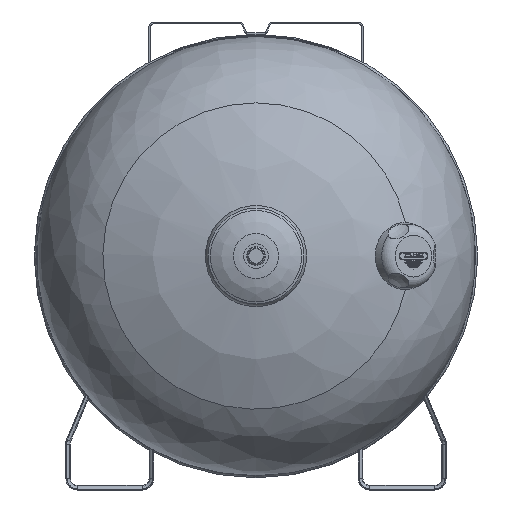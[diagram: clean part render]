
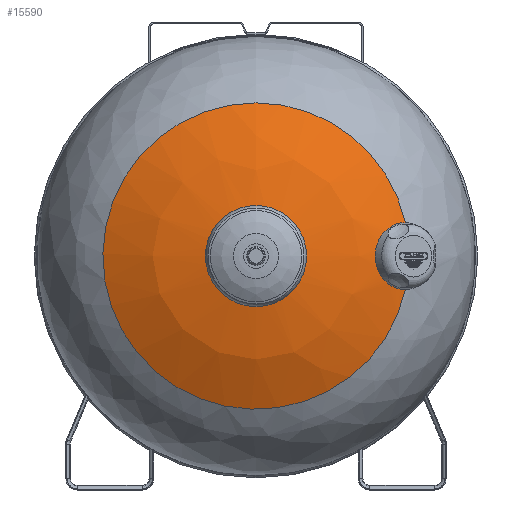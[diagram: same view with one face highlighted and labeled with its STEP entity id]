
A CAD part, left-side view. The second image highlights one B-rep face of the part: STEP entity #15590.
In plain terms, the highlighted free-form (B-spline) face has degree [2, 2] with [3, 9] control points.
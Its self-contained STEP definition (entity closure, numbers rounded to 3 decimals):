
#18=(
BOUNDED_CURVE()
B_SPLINE_CURVE(2,(#28248,#28249,#28250),.UNSPECIFIED.,.F.,.F.)
B_SPLINE_CURVE_WITH_KNOTS((3,3),(-1.469,-1.071),
 .UNSPECIFIED.)
CURVE()
GEOMETRIC_REPRESENTATION_ITEM()
RATIONAL_B_SPLINE_CURVE((1.,0.98,1.))
REPRESENTATION_ITEM('')
);
#124=(
BOUNDED_SURFACE()
B_SPLINE_SURFACE(2,2,((#28218,#28219,#28220,#28221,#28222,#28223,#28224,
#28225,#28226),(#28227,#28228,#28229,#28230,#28231,#28232,#28233,#28234,
#28235),(#28236,#28237,#28238,#28239,#28240,#28241,#28242,#28243,#28244)),
 .UNSPECIFIED.,.F.,.T.,.F.)
B_SPLINE_SURFACE_WITH_KNOTS((3,3),(3,2,2,2,3),(-1.469,-1.071),
(-3.142,-1.571,0.,1.571,3.142),
 .UNSPECIFIED.)
GEOMETRIC_REPRESENTATION_ITEM()
RATIONAL_B_SPLINE_SURFACE(((1.,0.707,1.,0.707,1.,
0.707,1.,0.707,1.),(0.98,0.693,
0.98,0.693,0.98,0.693,
0.98,0.693,0.98),(1.,0.707,
1.,0.707,1.,0.707,1.,0.707,1.)))
REPRESENTATION_ITEM('')
SURFACE()
);
#252=B_SPLINE_CURVE_WITH_KNOTS('',3,(#28254,#28255,#28256,#28257,#28258,
#28259,#28260,#28261,#28262,#28263,#28264,#28265,#28266,#28267,#28268,#28269,
#28270,#28271,#28272,#28273,#28274,#28275,#28276),.UNSPECIFIED.,.F.,.F.,
(4,2,2,2,2,3,2,2,2,2,4),(16.214,16.93,18.149,
19.269,20.41,21.679,22.949,24.09,
25.21,26.511,27.144),.UNSPECIFIED.);
#4849=FACE_OUTER_BOUND('',#5820,.T.);
#5820=EDGE_LOOP('',(#12797,#12798,#12799,#12800,#12801,#12802));
#6728=CIRCLE('',#16897,51.895);
#6729=CIRCLE('',#16898,157.083);
#6730=CIRCLE('',#16899,157.083);
#7786=VERTEX_POINT('',#28245);
#7787=VERTEX_POINT('',#28247);
#7788=VERTEX_POINT('',#28251);
#7789=VERTEX_POINT('',#28253);
#9649=EDGE_CURVE('',#7786,#7786,#6728,.T.);
#9650=EDGE_CURVE('',#7786,#7787,#18,.T.);
#9651=EDGE_CURVE('',#7788,#7787,#6729,.T.);
#9652=EDGE_CURVE('',#7788,#7789,#252,.T.);
#9653=EDGE_CURVE('',#7787,#7789,#6730,.T.);
#12797=ORIENTED_EDGE('',*,*,#9649,.T.);
#12798=ORIENTED_EDGE('',*,*,#9650,.T.);
#12799=ORIENTED_EDGE('',*,*,#9651,.F.);
#12800=ORIENTED_EDGE('',*,*,#9652,.T.);
#12801=ORIENTED_EDGE('',*,*,#9653,.F.);
#12802=ORIENTED_EDGE('',*,*,#9650,.F.);
#15590=ADVANCED_FACE('',(#4849),#124,.F.);
#16897=AXIS2_PLACEMENT_3D('',#28246,#20095,#20096);
#16898=AXIS2_PLACEMENT_3D('',#28252,#20097,#20098);
#16899=AXIS2_PLACEMENT_3D('',#28277,#20099,#20100);
#20095=DIRECTION('center_axis',(1.,0.,0.));
#20096=DIRECTION('ref_axis',(0.,0.,1.));
#20097=DIRECTION('center_axis',(1.,0.,0.));
#20098=DIRECTION('ref_axis',(0.,0.,1.));
#20099=DIRECTION('center_axis',(1.,0.,0.));
#20100=DIRECTION('ref_axis',(0.,0.,1.));
#28218=CARTESIAN_POINT('Ctrl Pts',(33148.644,0.,
2438.409));
#28219=CARTESIAN_POINT('Ctrl Pts',(33148.644,-51.895,2438.409));
#28220=CARTESIAN_POINT('Ctrl Pts',(33148.644,-51.895,2386.514));
#28221=CARTESIAN_POINT('Ctrl Pts',(33148.644,-51.895,2334.619));
#28222=CARTESIAN_POINT('Ctrl Pts',(33148.644,0.,
2334.619));
#28223=CARTESIAN_POINT('Ctrl Pts',(33148.644,51.895,2334.619));
#28224=CARTESIAN_POINT('Ctrl Pts',(33148.644,51.895,2386.514));
#28225=CARTESIAN_POINT('Ctrl Pts',(33148.644,51.895,2438.409));
#28226=CARTESIAN_POINT('Ctrl Pts',(33148.644,0.,
2438.409));
#28227=CARTESIAN_POINT('Ctrl Pts',(33154.338,0.,
2494.295));
#28228=CARTESIAN_POINT('Ctrl Pts',(33154.338,-107.78,2494.295));
#28229=CARTESIAN_POINT('Ctrl Pts',(33154.338,-107.78,2386.514));
#28230=CARTESIAN_POINT('Ctrl Pts',(33154.338,-107.78,2278.734));
#28231=CARTESIAN_POINT('Ctrl Pts',(33154.338,0.,
2278.734));
#28232=CARTESIAN_POINT('Ctrl Pts',(33154.338,107.78,2278.734));
#28233=CARTESIAN_POINT('Ctrl Pts',(33154.338,107.78,2386.514));
#28234=CARTESIAN_POINT('Ctrl Pts',(33154.338,107.78,2494.295));
#28235=CARTESIAN_POINT('Ctrl Pts',(33154.338,0.,
2494.295));
#28236=CARTESIAN_POINT('Ctrl Pts',(33181.261,0.,
2543.597));
#28237=CARTESIAN_POINT('Ctrl Pts',(33181.261,-157.083,2543.597));
#28238=CARTESIAN_POINT('Ctrl Pts',(33181.261,-157.083,2386.514));
#28239=CARTESIAN_POINT('Ctrl Pts',(33181.261,-157.083,2229.431));
#28240=CARTESIAN_POINT('Ctrl Pts',(33181.261,0.,
2229.431));
#28241=CARTESIAN_POINT('Ctrl Pts',(33181.261,157.083,2229.431));
#28242=CARTESIAN_POINT('Ctrl Pts',(33181.261,157.083,2386.514));
#28243=CARTESIAN_POINT('Ctrl Pts',(33181.261,157.083,2543.597));
#28244=CARTESIAN_POINT('Ctrl Pts',(33181.261,0.,
2543.597));
#28245=CARTESIAN_POINT('',(33148.644,0.,2438.409));
#28246=CARTESIAN_POINT('Origin',(33148.644,0.,2386.514));
#28247=CARTESIAN_POINT('',(33181.261,0.,2543.597));
#28248=CARTESIAN_POINT('Ctrl Pts',(33148.644,0.,
2438.409));
#28249=CARTESIAN_POINT('Ctrl Pts',(33154.338,0.,
2494.295));
#28250=CARTESIAN_POINT('Ctrl Pts',(33181.261,0.,
2543.597));
#28251=CARTESIAN_POINT('',(33181.261,-153.28,2352.158));
#28252=CARTESIAN_POINT('Origin',(33181.261,0.,2386.514));
#28253=CARTESIAN_POINT('',(33181.261,-153.28,2420.87));
#28254=CARTESIAN_POINT('Ctrl Pts',(33181.261,-153.28,2352.158));
#28255=CARTESIAN_POINT('Ctrl Pts',(33180.147,-151.183,2352.127));
#28256=CARTESIAN_POINT('Ctrl Pts',(33179.036,-149.081,2352.341));
#28257=CARTESIAN_POINT('Ctrl Pts',(33176.09,-143.479,2353.582));
#28258=CARTESIAN_POINT('Ctrl Pts',(33174.325,-140.091,2355.061));
#28259=CARTESIAN_POINT('Ctrl Pts',(33171.268,-134.169,2359.107));
#28260=CARTESIAN_POINT('Ctrl Pts',(33169.968,-131.625,2361.55));
#28261=CARTESIAN_POINT('Ctrl Pts',(33167.769,-127.289,2367.308));
#28262=CARTESIAN_POINT('Ctrl Pts',(33166.892,-125.542,2370.6));
#28263=CARTESIAN_POINT('Ctrl Pts',(33165.593,-122.945,2378.09));
#28264=CARTESIAN_POINT('Ctrl Pts',(33165.244,-122.242,2382.283));
#28265=CARTESIAN_POINT('Ctrl Pts',(33165.244,-122.242,2386.514));
#28266=CARTESIAN_POINT('Ctrl Pts',(33165.244,-122.242,2390.748));
#28267=CARTESIAN_POINT('Ctrl Pts',(33165.593,-122.946,2394.944));
#28268=CARTESIAN_POINT('Ctrl Pts',(33166.893,-125.546,2402.436));
#28269=CARTESIAN_POINT('Ctrl Pts',(33167.771,-127.293,2405.727));
#28270=CARTESIAN_POINT('Ctrl Pts',(33169.97,-131.63,2411.484));
#28271=CARTESIAN_POINT('Ctrl Pts',(33171.27,-134.174,2413.926));
#28272=CARTESIAN_POINT('Ctrl Pts',(33174.436,-140.306,2418.112));
#28273=CARTESIAN_POINT('Ctrl Pts',(33176.33,-143.941,2419.644));
#28274=CARTESIAN_POINT('Ctrl Pts',(33179.292,-149.565,2420.733));
#28275=CARTESIAN_POINT('Ctrl Pts',(33180.275,-151.425,2420.898));
#28276=CARTESIAN_POINT('Ctrl Pts',(33181.261,-153.28,2420.87));
#28277=CARTESIAN_POINT('Origin',(33181.261,0.,2386.514));
